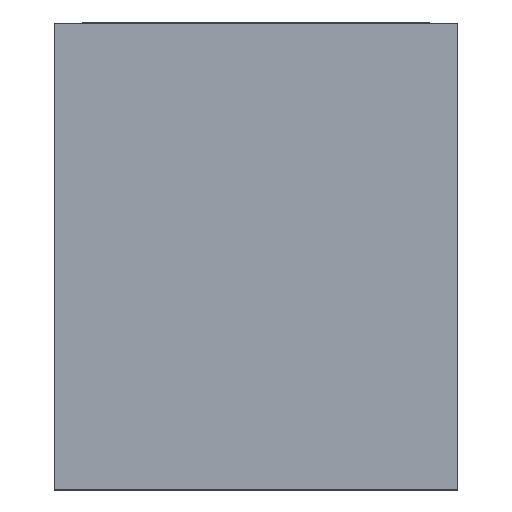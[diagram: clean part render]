
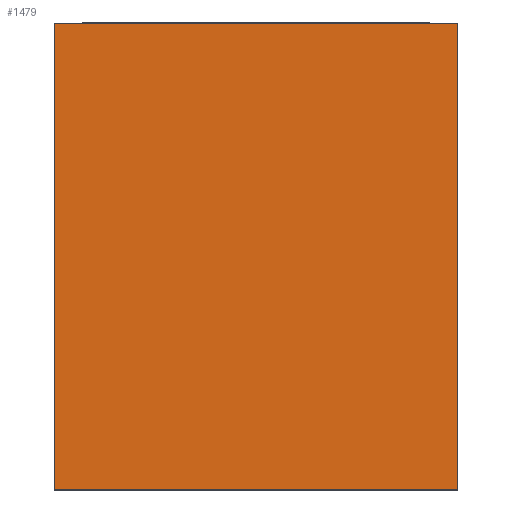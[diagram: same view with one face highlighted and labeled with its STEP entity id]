
A CAD part, top view. The second image highlights one B-rep face of the part: STEP entity #1479.
In plain terms, the highlighted planar face has unit normal (0, 0, 1).
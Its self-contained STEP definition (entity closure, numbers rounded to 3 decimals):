
#1479 = ADVANCED_FACE('',(#1480),#1514,.T.);
#1480 = FACE_BOUND('',#1481,.T.);
#1481 = EDGE_LOOP('',(#1482,#1492,#1500,#1508));
#1482 = ORIENTED_EDGE('',*,*,#1483,.T.);
#1483 = EDGE_CURVE('',#1484,#1486,#1488,.T.);
#1484 = VERTEX_POINT('',#1485);
#1485 = CARTESIAN_POINT('',(12.1,-13.98,12.7));
#1486 = VERTEX_POINT('',#1487);
#1487 = CARTESIAN_POINT('',(12.1,3.72,12.7));
#1488 = LINE('',#1489,#1490);
#1489 = CARTESIAN_POINT('',(12.1,3.72,12.7));
#1490 = VECTOR('',#1491,1.);
#1491 = DIRECTION('',(0.,1.,0.));
#1492 = ORIENTED_EDGE('',*,*,#1493,.T.);
#1493 = EDGE_CURVE('',#1486,#1494,#1496,.T.);
#1494 = VERTEX_POINT('',#1495);
#1495 = CARTESIAN_POINT('',(-3.2,3.72,12.7));
#1496 = LINE('',#1497,#1498);
#1497 = CARTESIAN_POINT('',(12.1,3.72,12.7));
#1498 = VECTOR('',#1499,1.);
#1499 = DIRECTION('',(-1.,0.,0.));
#1500 = ORIENTED_EDGE('',*,*,#1501,.T.);
#1501 = EDGE_CURVE('',#1494,#1502,#1504,.T.);
#1502 = VERTEX_POINT('',#1503);
#1503 = CARTESIAN_POINT('',(-3.2,-13.98,12.7));
#1504 = LINE('',#1505,#1506);
#1505 = CARTESIAN_POINT('',(-3.2,3.72,12.7));
#1506 = VECTOR('',#1507,1.);
#1507 = DIRECTION('',(0.,-1.,0.));
#1508 = ORIENTED_EDGE('',*,*,#1509,.T.);
#1509 = EDGE_CURVE('',#1502,#1484,#1510,.T.);
#1510 = LINE('',#1511,#1512);
#1511 = CARTESIAN_POINT('',(12.1,-13.98,12.7));
#1512 = VECTOR('',#1513,1.);
#1513 = DIRECTION('',(1.,0.,0.));
#1514 = PLANE('',#1515);
#1515 = AXIS2_PLACEMENT_3D('',#1516,#1517,#1518);
#1516 = CARTESIAN_POINT('',(12.1,3.72,12.7));
#1517 = DIRECTION('',(0.,0.,1.));
#1518 = DIRECTION('',(1.,0.,0.));
